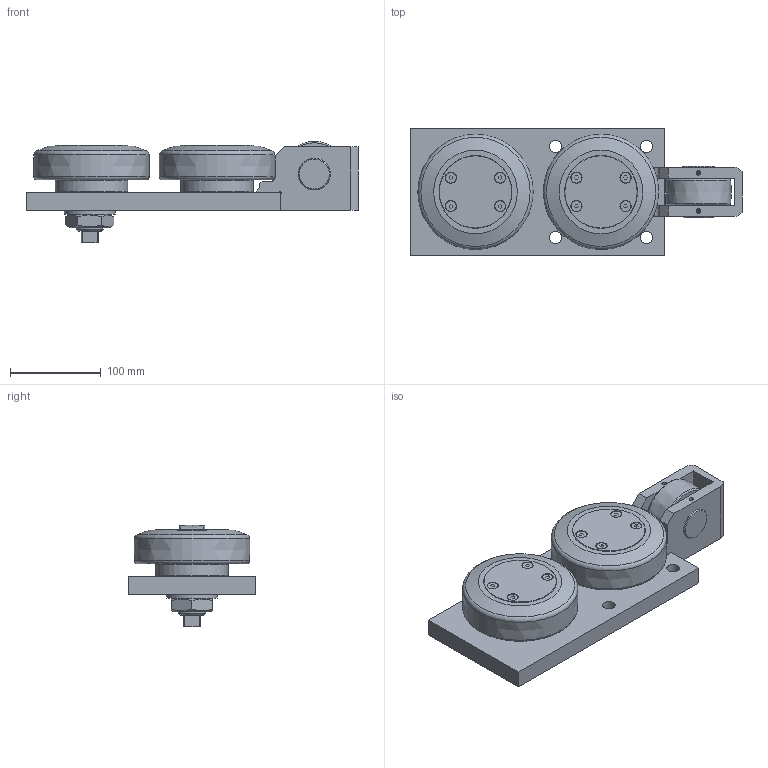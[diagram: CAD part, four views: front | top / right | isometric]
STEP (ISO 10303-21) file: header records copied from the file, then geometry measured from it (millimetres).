
FILE_DESCRIPTION(/* description */ ('-','CAx-IF Rec.Pracs.---Representation and Presentation of Product Manufacturing Information (PMI)---4.0---2014-10-13'),/* implementation_level */ '2;1');
FILE_NAME(/* name */ 'afe5fd45-9582-43ac-9a7d-027053f8c749.stp',/* time_stamp */ '2020-04-01T16:43:19+02:00',/* author */ ('-'),/* organization */ ('NTI CADcenter A/S'),/* preprocessor_version */ 'ST-DEVELOPER v18',/* originating_system */ 'Autodesk Inventor 2020',/* authorisation */ '-');
FILE_SCHEMA (('AP242_MANAGED_MODEL_BASED_3D_ENGINEERING_MIM_LF { 1 0 10303 442 1 1 4 }'));
Length unit declared in the file: millimetre
Products named in the file (1): XSFE 120.5200_Kontur
Bounding box: 365 x 140 x 111.5 mm (x, y, z)
Volume: 2137021.8 mm3; surface area: 215748.7 mm2
Topology: 2 solids, 2 shells, 200 faces, 507 edges, 345 vertices
Faces by surface type: plane 126, cylinder 46, cone 17, torus 8, bspline 3
Full cylindrical faces by diameter (mm): 4.917 x2, 11.7 x8, 12.4 x8, 13.835 x4, 30 x1, 35 x4, 35.1 x2, 56 x1, 80 x6
Entity records: 6309 total; most frequent: CARTESIAN_POINT 1221, DIRECTION 1079, ORIENTED_EDGE 1014, EDGE_CURVE 507, AXIS2_PLACEMENT_3D 388, VERTEX_POINT 345, LINE 303, VECTOR 303
